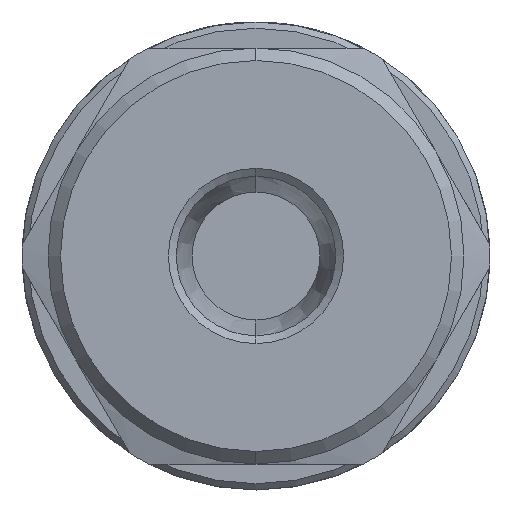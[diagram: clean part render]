
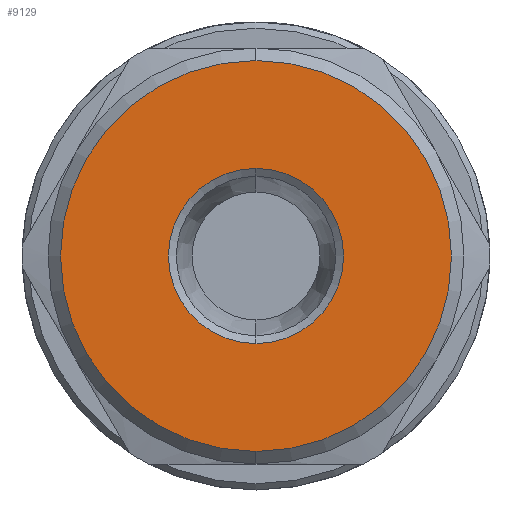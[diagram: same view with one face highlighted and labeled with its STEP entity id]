
A CAD part, left-side view. The second image highlights one B-rep face of the part: STEP entity #9129.
In plain terms, the highlighted planar face has unit normal (-1, 0, 0).
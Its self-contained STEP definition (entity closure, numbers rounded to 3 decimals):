
#168 = CIRCLE ( 'NONE', #4333, 23.876 ) ;
#328 = CARTESIAN_POINT ( 'NONE',  ( 0., 23.876, 0. ) ) ;
#1188 = AXIS2_PLACEMENT_3D ( 'NONE', #4633, #3949, #2273 ) ;
#1585 = CARTESIAN_POINT ( 'NONE',  ( 0., 23.876, 23.876 ) ) ;
#1845 = VERTEX_POINT ( 'NONE', #1585 ) ;
#1948 = CARTESIAN_POINT ( 'NONE',  ( 0., 23.876, 0. ) ) ;
#1975 = VERTEX_POINT ( 'NONE', #2591 ) ;
#1986 = ORIENTED_EDGE ( 'NONE', *, *, #2107, .F. ) ;
#2024 = CARTESIAN_POINT ( 'NONE',  ( 0., 23.876, 10.693 ) ) ;
#2051 = CARTESIAN_POINT ( 'NONE',  ( 0., 23.876, -23.876 ) ) ;
#2069 = DIRECTION ( 'NONE',  ( -1., 0., 0. ) ) ;
#2107 = EDGE_CURVE ( 'NONE', #1975, #4725, #9112, .T. ) ;
#2267 = FACE_BOUND ( 'NONE', #4810, .T. ) ;
#2273 = DIRECTION ( 'NONE',  ( 0., 0., -1. ) ) ;
#2361 = CIRCLE ( 'NONE', #2499, 10.693 ) ;
#2362 = PLANE ( 'NONE',  #1188 ) ;
#2499 = AXIS2_PLACEMENT_3D ( 'NONE', #6016, #2069, #7464 ) ;
#2591 = CARTESIAN_POINT ( 'NONE',  ( 0., 23.876, -10.693 ) ) ;
#2726 = ORIENTED_EDGE ( 'NONE', *, *, #4723, .T. ) ;
#3304 = CIRCLE ( 'NONE', #7138, 23.876 ) ;
#3326 = EDGE_LOOP ( 'NONE', ( #2726, #7156 ) ) ;
#3851 = AXIS2_PLACEMENT_3D ( 'NONE', #9708, #8916, #5019 ) ;
#3949 = DIRECTION ( 'NONE',  ( 1., 0., 0. ) ) ;
#4211 = VERTEX_POINT ( 'NONE', #2051 ) ;
#4333 = AXIS2_PLACEMENT_3D ( 'NONE', #328, #8909, #8180 ) ;
#4608 = ORIENTED_EDGE ( 'NONE', *, *, #9375, .F. ) ;
#4633 = CARTESIAN_POINT ( 'NONE',  ( 0., 0., 0. ) ) ;
#4723 = EDGE_CURVE ( 'NONE', #4211, #1845, #168, .T. ) ;
#4725 = VERTEX_POINT ( 'NONE', #2024 ) ;
#4810 = EDGE_LOOP ( 'NONE', ( #4608, #1986 ) ) ;
#5019 = DIRECTION ( 'NONE',  ( 0., 0., 1. ) ) ;
#5241 = DIRECTION ( 'NONE',  ( -1., 0., 0. ) ) ;
#6016 = CARTESIAN_POINT ( 'NONE',  ( 0., 23.876, 0. ) ) ;
#6530 = FACE_OUTER_BOUND ( 'NONE', #3326, .T. ) ;
#7138 = AXIS2_PLACEMENT_3D ( 'NONE', #1948, #5241, #8375 ) ;
#7156 = ORIENTED_EDGE ( 'NONE', *, *, #7472, .T. ) ;
#7464 = DIRECTION ( 'NONE',  ( 0., 0., 1. ) ) ;
#7472 = EDGE_CURVE ( 'NONE', #1845, #4211, #3304, .T. ) ;
#8180 = DIRECTION ( 'NONE',  ( 0., 0., 1. ) ) ;
#8375 = DIRECTION ( 'NONE',  ( 0., 0., 1. ) ) ;
#8909 = DIRECTION ( 'NONE',  ( -1., 0., 0. ) ) ;
#8916 = DIRECTION ( 'NONE',  ( -1., 0., 0. ) ) ;
#9112 = CIRCLE ( 'NONE', #3851, 10.693 ) ;
#9129 = ADVANCED_FACE ( 'NONE', ( #2267, #6530 ), #2362, .F. ) ;
#9375 = EDGE_CURVE ( 'NONE', #4725, #1975, #2361, .T. ) ;
#9708 = CARTESIAN_POINT ( 'NONE',  ( 0., 23.876, 0. ) ) ;
